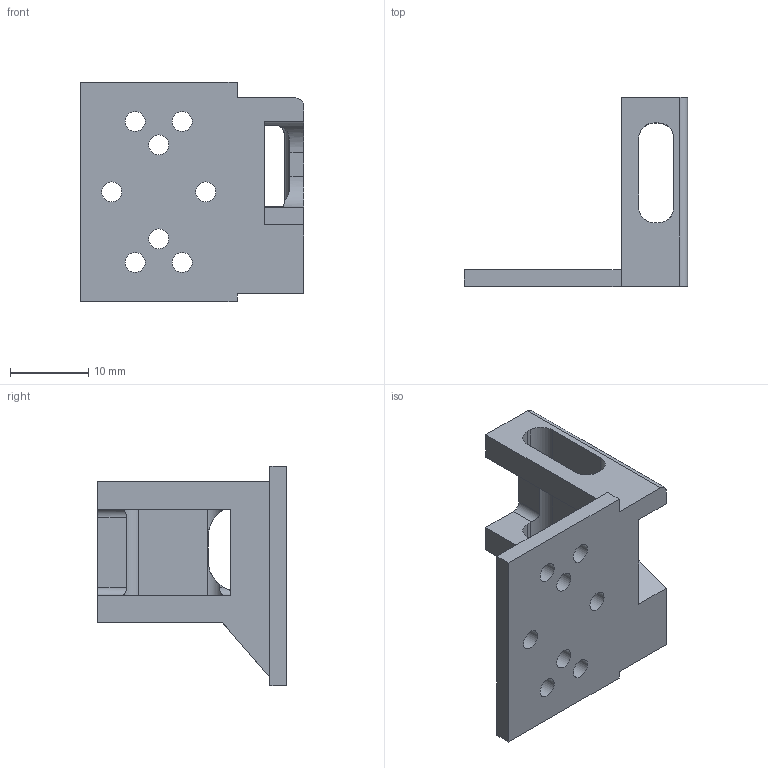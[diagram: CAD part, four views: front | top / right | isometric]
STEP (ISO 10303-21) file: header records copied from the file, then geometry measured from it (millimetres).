
FILE_DESCRIPTION(/* description */ (''),/* implementation_level */ '2;1');
FILE_NAME(/* name */ 'cable_spacer.stp',/* time_stamp */ '2024-12-21T19:37:20-05:00',/* author */ ('Kenny'),/* organization */ (''),/* preprocessor_version */ 'ST-DEVELOPER v18.1',/* originating_system */ 'Autodesk Inventor 2021',/* authorisation */ '');
FILE_SCHEMA (('AUTOMOTIVE_DESIGN { 1 0 10303 214 3 1 1 }'));
Length unit declared in the file: millimetre
Products named in the file (1): finger_spacer_smaller_2mm
Bounding box: 28.5 x 24.1 x 27.98 mm (x, y, z)
Volume: 3002.6 mm3; surface area: 3173.4 mm2
Topology: 1 solids, 1 shells, 52 faces, 168 edges, 113 vertices
Faces by surface type: plane 30, cylinder 22
Full cylindrical faces by diameter (mm): 2.55 x8
Entity records: 2056 total; most frequent: CARTESIAN_POINT 394, ORIENTED_EDGE 336, DIRECTION 318, EDGE_CURVE 168, VERTEX_POINT 113, LINE 108, VECTOR 108, AXIS2_PLACEMENT_3D 105
